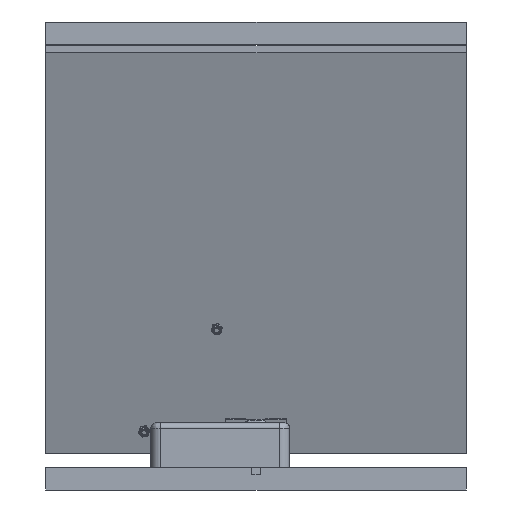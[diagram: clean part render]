
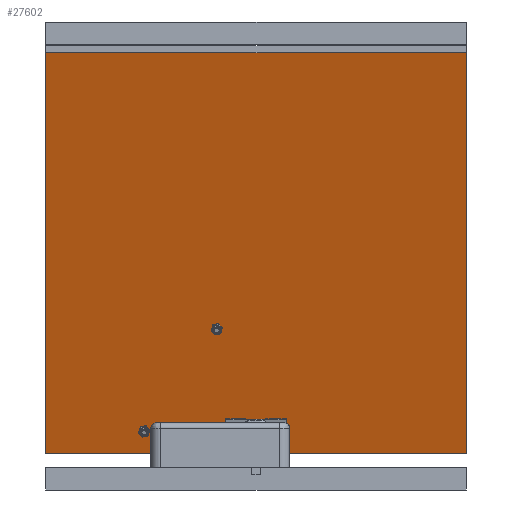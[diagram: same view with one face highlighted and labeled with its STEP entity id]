
A CAD part, left-side view. The second image highlights one B-rep face of the part: STEP entity #27602.
In plain terms, the highlighted free-form (B-spline) face has degree [1, 1] with [2, 2] control points.
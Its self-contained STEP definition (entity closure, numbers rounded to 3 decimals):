
#27447 = VERTEX_POINT('',#27448);
#27448 = CARTESIAN_POINT('',(82.457,245.826,
    24.883));
#27466 = VERTEX_POINT('',#27467);
#27467 = CARTESIAN_POINT('',(79.675,245.826,
    33.733));
#27472 = EDGE_CURVE('',#27466,#27447,#27473,.T.);
#27473 = ( BOUNDED_CURVE() B_SPLINE_CURVE(2,(#27474,#27475,#27476,#27477
,#27478),.UNSPECIFIED.,.F.,.F.) B_SPLINE_CURVE_WITH_KNOTS((3,2,3),(
    3.142,4.712,6.283),
.PIECEWISE_BEZIER_KNOTS.) CURVE() GEOMETRIC_REPRESENTATION_ITEM() 
RATIONAL_B_SPLINE_CURVE((1.,0.707,1.,0.707,1.)) 
REPRESENTATION_ITEM('') );
#27474 = CARTESIAN_POINT('',(79.675,245.826,
    33.733));
#27475 = CARTESIAN_POINT('',(79.675,241.188,
    33.733));
#27476 = CARTESIAN_POINT('',(81.066,241.188,
    29.308));
#27477 = CARTESIAN_POINT('',(82.457,241.188,
    24.883));
#27478 = CARTESIAN_POINT('',(82.457,245.826,
    24.883));
#27504 = VERTEX_POINT('',#27505);
#27505 = CARTESIAN_POINT('',(86.631,0.,
    11.608));
#27510 = EDGE_CURVE('',#27504,#27511,#27513,.T.);
#27511 = VERTEX_POINT('',#27512);
#27512 = CARTESIAN_POINT('',(86.631,347.879,
    11.608));
#27513 = B_SPLINE_CURVE_WITH_KNOTS('',1,(#27514,#27515),.UNSPECIFIED.,
  .F.,.F.,(2,2),(0.,300.),.PIECEWISE_BEZIER_KNOTS.);
#27514 = CARTESIAN_POINT('',(86.631,0.,
    11.608));
#27515 = CARTESIAN_POINT('',(86.631,347.879,
    11.608));
#27538 = VERTEX_POINT('',#27539);
#27539 = CARTESIAN_POINT('',(-17.7,0.,
    343.475));
#27544 = EDGE_CURVE('',#27538,#27504,#27545,.T.);
#27545 = B_SPLINE_CURVE_WITH_KNOTS('',1,(#27546,#27547),.UNSPECIFIED.,
  .F.,.F.,(2,2),(-300.,0.),.PIECEWISE_BEZIER_KNOTS.);
#27546 = CARTESIAN_POINT('',(-17.7,0.,
    343.475));
#27547 = CARTESIAN_POINT('',(86.631,0.,
    11.608));
#27566 = VERTEX_POINT('',#27567);
#27567 = CARTESIAN_POINT('',(-17.7,347.879,
    343.475));
#27572 = EDGE_CURVE('',#27566,#27538,#27573,.T.);
#27573 = B_SPLINE_CURVE_WITH_KNOTS('',1,(#27574,#27575),.UNSPECIFIED.,
  .F.,.F.,(2,2),(-300.,-0.),.PIECEWISE_BEZIER_KNOTS.);
#27574 = CARTESIAN_POINT('',(-17.7,347.879,
    343.475));
#27575 = CARTESIAN_POINT('',(-17.7,0.,
    343.475));
#27592 = EDGE_CURVE('',#27511,#27566,#27593,.T.);
#27593 = B_SPLINE_CURVE_WITH_KNOTS('',1,(#27594,#27595),.UNSPECIFIED.,
  .F.,.F.,(2,2),(0.,300.),.PIECEWISE_BEZIER_KNOTS.);
#27594 = CARTESIAN_POINT('',(86.631,347.879,
    11.608));
#27595 = CARTESIAN_POINT('',(-17.7,347.879,
    343.475));
#27602 = ADVANCED_FACE('',(#27603,#27614),#27620,.F.);
#27603 = FACE_BOUND('',#27604,.T.);
#27604 = EDGE_LOOP('',(#27605,#27613));
#27605 = ORIENTED_EDGE('',*,*,#27606,.T.);
#27606 = EDGE_CURVE('',#27447,#27466,#27607,.T.);
#27607 = ( BOUNDED_CURVE() B_SPLINE_CURVE(2,(#27608,#27609,#27610,#27611
,#27612),.UNSPECIFIED.,.F.,.F.) B_SPLINE_CURVE_WITH_KNOTS((3,2,3),(0.,
1.571,3.142),.PIECEWISE_BEZIER_KNOTS.) CURVE() 
GEOMETRIC_REPRESENTATION_ITEM() RATIONAL_B_SPLINE_CURVE((1.,
0.707,1.,0.707,1.)) REPRESENTATION_ITEM('') );
#27608 = CARTESIAN_POINT('',(82.457,245.826,
    24.883));
#27609 = CARTESIAN_POINT('',(82.457,250.465,
    24.883));
#27610 = CARTESIAN_POINT('',(81.066,250.465,
    29.308));
#27611 = CARTESIAN_POINT('',(79.675,250.465,
    33.733));
#27612 = CARTESIAN_POINT('',(79.675,245.826,
    33.733));
#27613 = ORIENTED_EDGE('',*,*,#27472,.T.);
#27614 = FACE_BOUND('',#27615,.T.);
#27615 = EDGE_LOOP('',(#27616,#27617,#27618,#27619));
#27616 = ORIENTED_EDGE('',*,*,#27510,.F.);
#27617 = ORIENTED_EDGE('',*,*,#27544,.F.);
#27618 = ORIENTED_EDGE('',*,*,#27572,.F.);
#27619 = ORIENTED_EDGE('',*,*,#27592,.F.);
#27620 = B_SPLINE_SURFACE_WITH_KNOTS('',1,1,(
    (#27621,#27622)
    ,(#27623,#27624
    )),.UNSPECIFIED.,.F.,.F.,.F.,(2,2),(2,2),(-300.,0.),(
    0.,300.),.PIECEWISE_BEZIER_KNOTS.);
#27621 = CARTESIAN_POINT('',(-17.7,0.,
    343.475));
#27622 = CARTESIAN_POINT('',(-17.7,347.879,
    343.475));
#27623 = CARTESIAN_POINT('',(86.631,0.,
    11.608));
#27624 = CARTESIAN_POINT('',(86.631,347.879,
    11.608));
